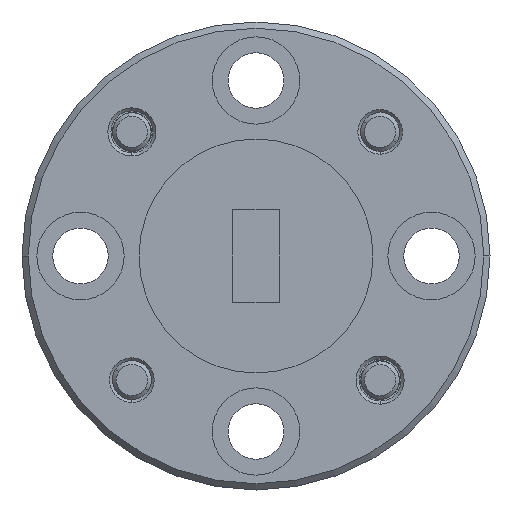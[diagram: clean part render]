
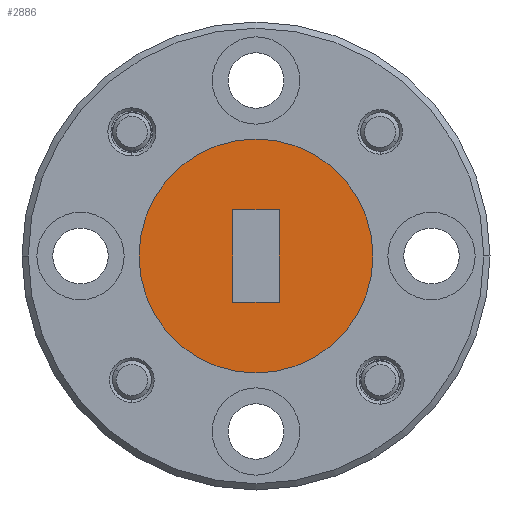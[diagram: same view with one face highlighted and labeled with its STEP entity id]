
A CAD part, left-side view. The second image highlights one B-rep face of the part: STEP entity #2886.
In plain terms, the highlighted planar face has unit normal (-1, 0, 0).
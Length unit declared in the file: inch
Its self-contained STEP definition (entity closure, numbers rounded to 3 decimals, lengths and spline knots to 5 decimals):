
#23 = CARTESIAN_POINT ( 'NONE',  ( 0., 0., 0. ) ) ;
#38 = VECTOR ( 'NONE', #107, 39.37008 ) ;
#81 = CARTESIAN_POINT ( 'NONE',  ( 0., -0.037, 0.074 ) ) ;
#107 = DIRECTION ( 'NONE',  ( 0., -1., 0. ) ) ;
#252 = VECTOR ( 'NONE', #5954, 39.37008 ) ;
#468 = ORIENTED_EDGE ( 'NONE', *, *, #2628, .F. ) ;
#704 = CARTESIAN_POINT ( 'NONE',  ( 0., -0.037, -0.074 ) ) ;
#1300 = EDGE_CURVE ( 'NONE', #1446, #4072, #4676, .T. ) ;
#1303 = AXIS2_PLACEMENT_3D ( 'NONE', #3357, #2312, #2271 ) ;
#1392 = DIRECTION ( 'NONE',  ( 1., 0., 0. ) ) ;
#1446 = VERTEX_POINT ( 'NONE', #4633 ) ;
#1595 = FACE_BOUND ( 'NONE', #3013, .T. ) ;
#1707 = VECTOR ( 'NONE', #2609, 39.37008 ) ;
#1824 = AXIS2_PLACEMENT_3D ( 'NONE', #6309, #1392, #2009 ) ;
#2009 = DIRECTION ( 'NONE',  ( 0., 1., 0. ) ) ;
#2057 = EDGE_CURVE ( 'NONE', #5138, #2252, #4735, .T. ) ;
#2191 = EDGE_LOOP ( 'NONE', ( #3419, #468 ) ) ;
#2252 = VERTEX_POINT ( 'NONE', #4045 ) ;
#2271 = DIRECTION ( 'NONE',  ( 0., -1., 0. ) ) ;
#2312 = DIRECTION ( 'NONE',  ( -1., 0., 0. ) ) ;
#2609 = DIRECTION ( 'NONE',  ( 0., 0., -1. ) ) ;
#2628 = EDGE_CURVE ( 'NONE', #5502, #5423, #6361, .T. ) ;
#2762 = CARTESIAN_POINT ( 'NONE',  ( 0., 0.1875, 0. ) ) ;
#2886 = ADVANCED_FACE ( 'NONE', ( #1595, #6761 ), #5702, .T. ) ;
#3013 = EDGE_LOOP ( 'NONE', ( #6796, #3262, #3097, #5243 ) ) ;
#3097 = ORIENTED_EDGE ( 'NONE', *, *, #2057, .F. ) ;
#3262 = ORIENTED_EDGE ( 'NONE', *, *, #4028, .F. ) ;
#3357 = CARTESIAN_POINT ( 'NONE',  ( 0., 0., 0. ) ) ;
#3419 = ORIENTED_EDGE ( 'NONE', *, *, #3978, .F. ) ;
#3686 = CARTESIAN_POINT ( 'NONE',  ( 0., 0.037, 0.074 ) ) ;
#3688 = EDGE_CURVE ( 'NONE', #4072, #5138, #5355, .T. ) ;
#3736 = DIRECTION ( 'NONE',  ( 0., 0., 1. ) ) ;
#3820 = AXIS2_PLACEMENT_3D ( 'NONE', #23, #6978, #4914 ) ;
#3978 = EDGE_CURVE ( 'NONE', #5423, #5502, #5552, .T. ) ;
#4028 = EDGE_CURVE ( 'NONE', #2252, #1446, #4777, .T. ) ;
#4045 = CARTESIAN_POINT ( 'NONE',  ( 0., 0.037, 0.074 ) ) ;
#4072 = VERTEX_POINT ( 'NONE', #4290 ) ;
#4290 = CARTESIAN_POINT ( 'NONE',  ( 0., -0.037, -0.074 ) ) ;
#4551 = CARTESIAN_POINT ( 'NONE',  ( 0., -0.1875, 0. ) ) ;
#4633 = CARTESIAN_POINT ( 'NONE',  ( 0., 0.037, -0.074 ) ) ;
#4676 = LINE ( 'NONE', #704, #38 ) ;
#4735 = LINE ( 'NONE', #81, #252 ) ;
#4777 = LINE ( 'NONE', #3686, #1707 ) ;
#4914 = DIRECTION ( 'NONE',  ( 0., 1., 0. ) ) ;
#5138 = VERTEX_POINT ( 'NONE', #5245 ) ;
#5243 = ORIENTED_EDGE ( 'NONE', *, *, #3688, .F. ) ;
#5245 = CARTESIAN_POINT ( 'NONE',  ( 0., -0.037, 0.074 ) ) ;
#5355 = LINE ( 'NONE', #6973, #6938 ) ;
#5423 = VERTEX_POINT ( 'NONE', #2762 ) ;
#5502 = VERTEX_POINT ( 'NONE', #4551 ) ;
#5552 = CIRCLE ( 'NONE', #1824, 0.1875 ) ;
#5702 = PLANE ( 'NONE',  #1303 ) ;
#5954 = DIRECTION ( 'NONE',  ( 0., 1., 0. ) ) ;
#6309 = CARTESIAN_POINT ( 'NONE',  ( 0., 0., 0. ) ) ;
#6361 = CIRCLE ( 'NONE', #3820, 0.1875 ) ;
#6761 = FACE_OUTER_BOUND ( 'NONE', #2191, .T. ) ;
#6796 = ORIENTED_EDGE ( 'NONE', *, *, #1300, .F. ) ;
#6938 = VECTOR ( 'NONE', #3736, 39.37008 ) ;
#6973 = CARTESIAN_POINT ( 'NONE',  ( 0., -0.037, 0.074 ) ) ;
#6978 = DIRECTION ( 'NONE',  ( 1., 0., 0. ) ) ;
